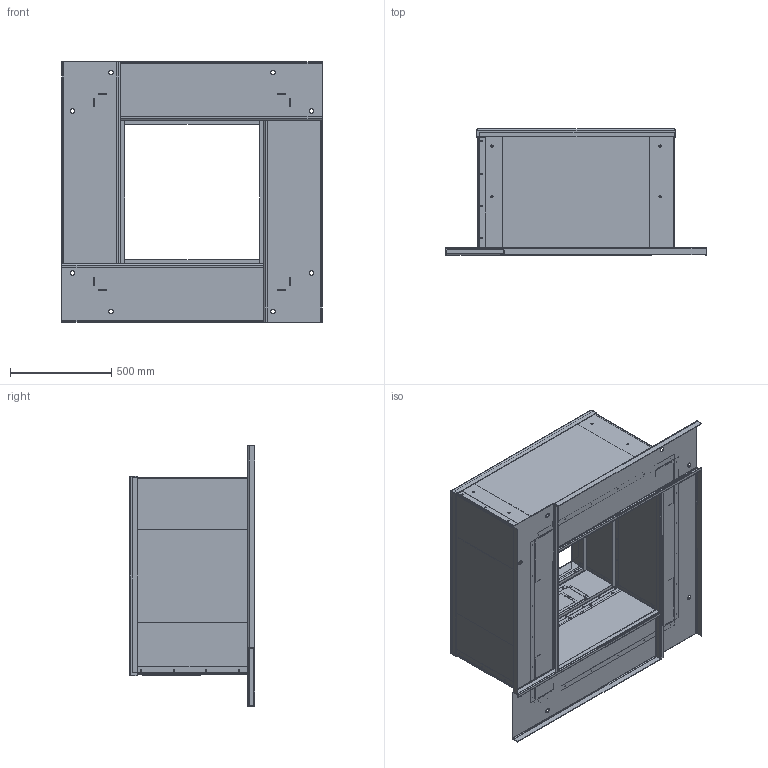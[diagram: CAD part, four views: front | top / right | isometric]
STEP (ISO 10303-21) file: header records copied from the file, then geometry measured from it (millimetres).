
FILE_DESCRIPTION(('STEP AP203'), '1');
FILE_NAME('捈 710', '', ('UNSPECIFIED'), ('UNSPECIFIED'), 'ASCON STEP Converter 1.3', 'ASCON Math Kernel', '');
FILE_SCHEMA(('CONFIG_CONTROL_DESIGN'));
Length unit declared in the file: millimetre
Products named in the file (1): 捈 710 鼯
Bounding box: 1285 x 622 x 1285 mm (x, y, z)
Volume: 14290826.9 mm3; surface area: 15338132.1 mm2
Topology: 6 solids, 6 shells, 1269 faces, 3295 edges, 1986 vertices
Faces by surface type: plane 839, cylinder 414, bspline 16
Full cylindrical faces by diameter (mm): 5 x134, 6.5 x20, 9.3 x45, 10.5 x8, 13.3 x4, 22 x8, 28 x1, 30 x2
Entity records: 49069 total; most frequent: CARTESIAN_POINT 7442, DIRECTION 6383, ORIENTED_EDGE 6146, EDGE_CURVE 3073, LINE 2191, VECTOR 2191, AXIS2_PLACEMENT_3D 2096, VERTEX_POINT 1987
